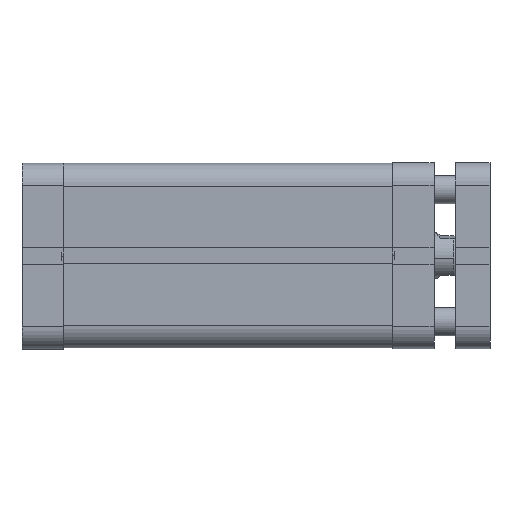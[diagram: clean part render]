
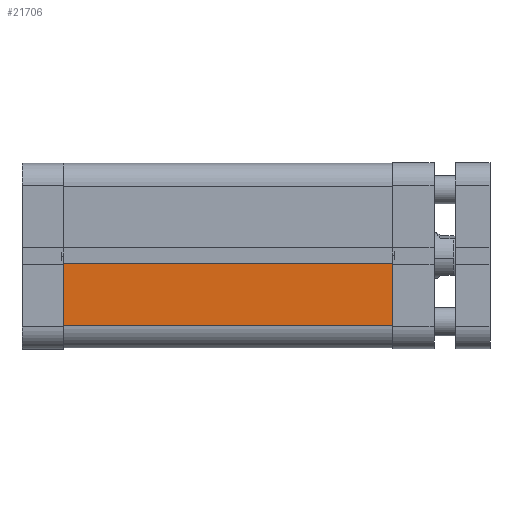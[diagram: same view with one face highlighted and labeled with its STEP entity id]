
A CAD part, front view. The second image highlights one B-rep face of the part: STEP entity #21706.
In plain terms, the highlighted planar face has unit normal (0, -1, 0).
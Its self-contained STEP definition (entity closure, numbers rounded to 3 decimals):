
#382 = DIRECTION ( 'NONE',  ( 1., 0., 0. ) ) ;
#705 = DIRECTION ( 'NONE',  ( -1., 0., 0. ) ) ;
#753 = CARTESIAN_POINT ( 'NONE',  ( 116., -32.5, -24.5 ) ) ;
#1311 = VERTEX_POINT ( 'NONE', #753 ) ;
#1517 = CARTESIAN_POINT ( 'NONE',  ( 116., -32.5, -2.8 ) ) ;
#2278 = CARTESIAN_POINT ( 'NONE',  ( 116., -32.5, -32.5 ) ) ;
#2475 = DIRECTION ( 'NONE',  ( 0., 0., 1. ) ) ;
#2927 = LINE ( 'NONE', #14575, #34762 ) ;
#3236 = EDGE_CURVE ( 'NONE', #25075, #27125, #2927, .T. ) ;
#3931 = ORIENTED_EDGE ( 'NONE', *, *, #34881, .F. ) ;
#4938 = PLANE ( 'NONE',  #5742 ) ;
#5742 = AXIS2_PLACEMENT_3D ( 'NONE', #2278, #25605, #2475 ) ;
#5964 = VECTOR ( 'NONE', #35221, 1000. ) ;
#10567 = EDGE_LOOP ( 'NONE', ( #37478, #28910, #24004, #3931 ) ) ;
#12215 = LINE ( 'NONE', #17368, #5964 ) ;
#13698 = VERTEX_POINT ( 'NONE', #1517 ) ;
#14460 = LINE ( 'NONE', #17694, #21996 ) ;
#14575 = CARTESIAN_POINT ( 'NONE',  ( 0., -32.5, -32.5 ) ) ;
#14893 = CARTESIAN_POINT ( 'NONE',  ( 116., -32.5, -24.5 ) ) ;
#16860 = DIRECTION ( 'NONE',  ( 0., 0., -1. ) ) ;
#17368 = CARTESIAN_POINT ( 'NONE',  ( 116., -32.5, -32.5 ) ) ;
#17694 = CARTESIAN_POINT ( 'NONE',  ( 116.001, -32.5, -2.8 ) ) ;
#18275 = EDGE_CURVE ( 'NONE', #13698, #25075, #14460, .T. ) ;
#21706 = ADVANCED_FACE ( 'NONE', ( #31190 ), #4938, .F. ) ;
#21996 = VECTOR ( 'NONE', #705, 1000. ) ;
#24004 = ORIENTED_EDGE ( 'NONE', *, *, #28715, .T. ) ;
#25075 = VERTEX_POINT ( 'NONE', #29989 ) ;
#25605 = DIRECTION ( 'NONE',  ( 0., 1., 0. ) ) ;
#27125 = VERTEX_POINT ( 'NONE', #36410 ) ;
#28715 = EDGE_CURVE ( 'NONE', #27125, #1311, #29470, .T. ) ;
#28910 = ORIENTED_EDGE ( 'NONE', *, *, #3236, .T. ) ;
#29470 = LINE ( 'NONE', #14893, #37252 ) ;
#29989 = CARTESIAN_POINT ( 'NONE',  ( 0., -32.5, -2.8 ) ) ;
#31190 = FACE_OUTER_BOUND ( 'NONE', #10567, .T. ) ;
#34762 = VECTOR ( 'NONE', #16860, 1000. ) ;
#34881 = EDGE_CURVE ( 'NONE', #13698, #1311, #12215, .T. ) ;
#35221 = DIRECTION ( 'NONE',  ( 0., 0., -1. ) ) ;
#36410 = CARTESIAN_POINT ( 'NONE',  ( 0., -32.5, -24.5 ) ) ;
#37252 = VECTOR ( 'NONE', #382, 1000. ) ;
#37478 = ORIENTED_EDGE ( 'NONE', *, *, #18275, .T. ) ;
